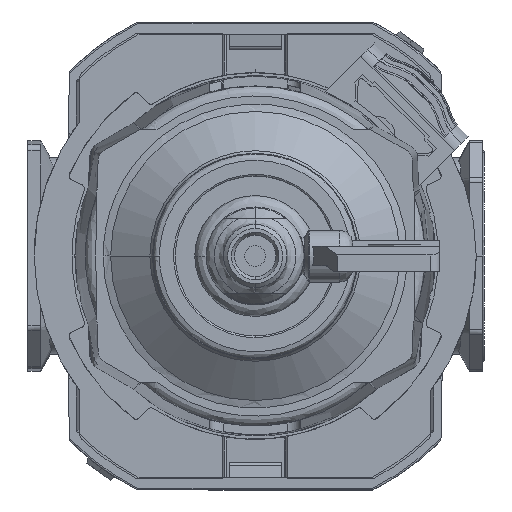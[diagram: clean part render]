
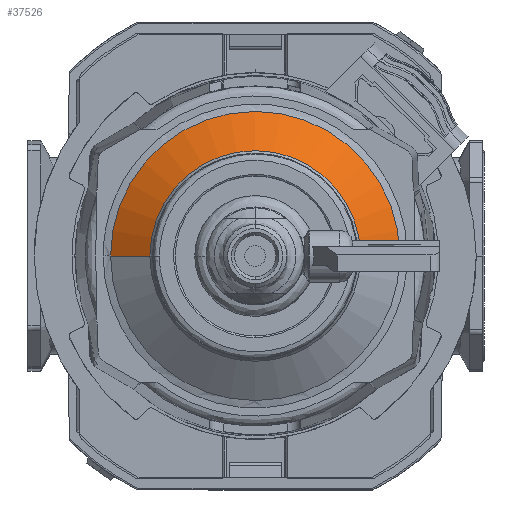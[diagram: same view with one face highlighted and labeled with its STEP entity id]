
A CAD part, front view. The second image highlights one B-rep face of the part: STEP entity #37526.
In plain terms, the highlighted conical face has half-angle 54.996 degrees and reference radius 22.24 mm.
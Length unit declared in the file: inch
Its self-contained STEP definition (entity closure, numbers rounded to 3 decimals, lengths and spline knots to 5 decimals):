
#903 = ORIENTED_EDGE ( 'NONE', *, *, #7060, .F. ) ;
#2128 = CARTESIAN_POINT ( 'NONE',  ( -0.87558, -4.11661, 0. ) ) ;
#3522 = CARTESIAN_POINT ( 'NONE',  ( -0.87558, -4.11661, 0. ) ) ;
#4557 = ORIENTED_EDGE ( 'NONE', *, *, #12960, .T. ) ;
#7060 = EDGE_CURVE ( 'NONE', #13187, #28152, #30404, .T. ) ;
#8391 = VERTEX_POINT ( 'NONE', #31306 ) ;
#10011 = CARTESIAN_POINT ( 'NONE',  ( 0.63777, -4.28315, 0. ) ) ;
#10931 = CIRCLE ( 'NONE', #19700, 0.63777 ) ;
#11508 = CARTESIAN_POINT ( 'NONE',  ( 0., -4.28315, 0. ) ) ;
#11710 = AXIS2_PLACEMENT_3D ( 'NONE', #36374, #24070, #20925 ) ;
#12103 = FACE_OUTER_BOUND ( 'NONE', #18277, .T. ) ;
#12490 = CARTESIAN_POINT ( 'NONE',  ( 0., -4.11661, 0. ) ) ;
#12527 = ORIENTED_EDGE ( 'NONE', *, *, #28253, .T. ) ;
#12960 = EDGE_CURVE ( 'NONE', #22407, #8391, #15623, .T. ) ;
#13187 = VERTEX_POINT ( 'NONE', #14810 ) ;
#14810 = CARTESIAN_POINT ( 'NONE',  ( -0.63777, -4.28315, 0. ) ) ;
#15623 = LINE ( 'NONE', #15815, #38097 ) ;
#15815 = CARTESIAN_POINT ( 'NONE',  ( 0.87558, -4.11661, 0. ) ) ;
#16843 = EDGE_CURVE ( 'NONE', #8391, #28152, #23598, .T. ) ;
#17553 = AXIS2_PLACEMENT_3D ( 'NONE', #12490, #36394, #24282 ) ;
#18185 = CONICAL_SURFACE ( 'NONE', #17553, 0.87558, 0.96 ) ;
#18277 = EDGE_LOOP ( 'NONE', ( #12527, #4557, #20645, #903 ) ) ;
#19700 = AXIS2_PLACEMENT_3D ( 'NONE', #11508, #35421, #29187 ) ;
#20645 = ORIENTED_EDGE ( 'NONE', *, *, #16843, .T. ) ;
#20925 = DIRECTION ( 'NONE',  ( 1., 0., 0. ) ) ;
#22407 = VERTEX_POINT ( 'NONE', #10011 ) ;
#23562 = VECTOR ( 'NONE', #36429, 39.37008 ) ;
#23598 = CIRCLE ( 'NONE', #11710, 0.87558 ) ;
#24070 = DIRECTION ( 'NONE',  ( 0., -1., 0. ) ) ;
#24282 = DIRECTION ( 'NONE',  ( -1., 0., 0. ) ) ;
#24885 = DIRECTION ( 'NONE',  ( 0.819, 0.574, 0. ) ) ;
#28152 = VERTEX_POINT ( 'NONE', #2128 ) ;
#28253 = EDGE_CURVE ( 'NONE', #13187, #22407, #10931, .T. ) ;
#29187 = DIRECTION ( 'NONE',  ( -1., 0., 0. ) ) ;
#30404 = LINE ( 'NONE', #3522, #23562 ) ;
#31306 = CARTESIAN_POINT ( 'NONE',  ( 0.87558, -4.11661, 0. ) ) ;
#35421 = DIRECTION ( 'NONE',  ( 0., 1., 0. ) ) ;
#36374 = CARTESIAN_POINT ( 'NONE',  ( 0., -4.11661, 0. ) ) ;
#36394 = DIRECTION ( 'NONE',  ( 0., 1., 0. ) ) ;
#36429 = DIRECTION ( 'NONE',  ( -0.819, 0.574, 0. ) ) ;
#37526 = ADVANCED_FACE ( 'NONE', ( #12103 ), #18185, .T. ) ;
#38097 = VECTOR ( 'NONE', #24885, 39.37008 ) ;
